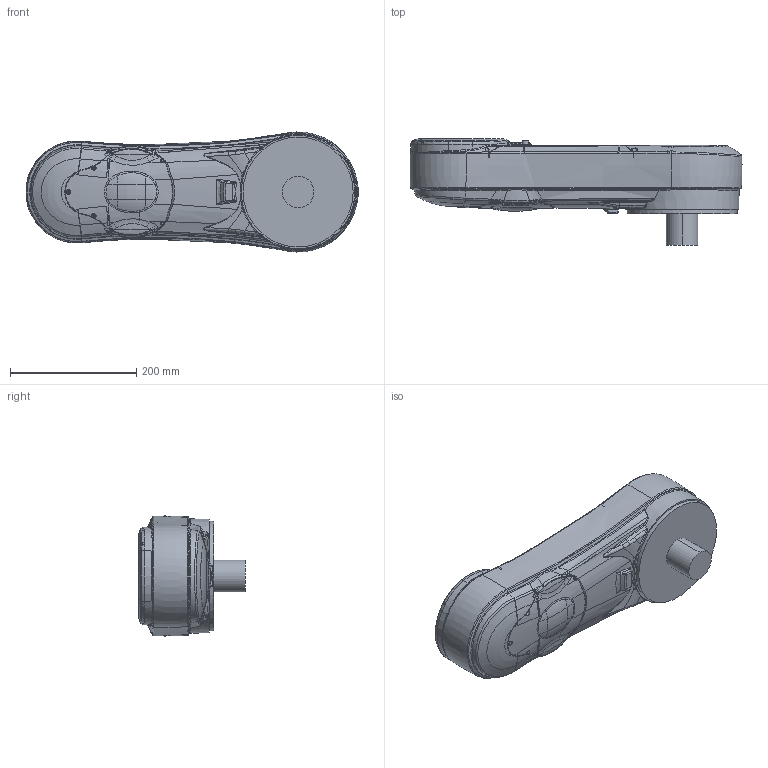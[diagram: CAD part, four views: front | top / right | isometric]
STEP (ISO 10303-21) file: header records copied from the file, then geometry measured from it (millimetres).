
FILE_DESCRIPTION(/* description */ ('AP214 STEP file'),/* implementation_level */ '1');
FILE_NAME(/* name */ '410590-0530-c002_drx',/* time_stamp */ '2008-07-02T20:00:09+09:00',/* author */ (''),/* organization */ (''),/* preprocessor_version */ '',/* originating_system */ 'Pro/Engineer',/* authorisation */ '');
FILE_SCHEMA (('AUTOMOTIVE_DESIGN'));
Products named in the file (1): 410590-0530-c002
Bounding box: 525.22 x 168.3 x 189.88 mm (x, y, z)
Volume: 7605402.2 mm3; surface area: 315207.8 mm2
Topology: 1 solids, 1 shells, 1047 faces, 2447 edges, 1443 vertices
Faces by surface type: bspline 478, plane 190, cylinder 139, torus 128, revolution 77, sphere 32, cone 3
Entity records: 54379 total; most frequent: CARTESIAN_POINT 29225, ORIENTED_EDGE 4890, STYLED_ITEM 4423, DIRECTION 3441, EDGE_CURVE 2445, AXIS2_PLACEMENT_3D 1471, VERTEX_POINT 1443, B_SPLINE_CURVE_WITH_KNOTS 1121
